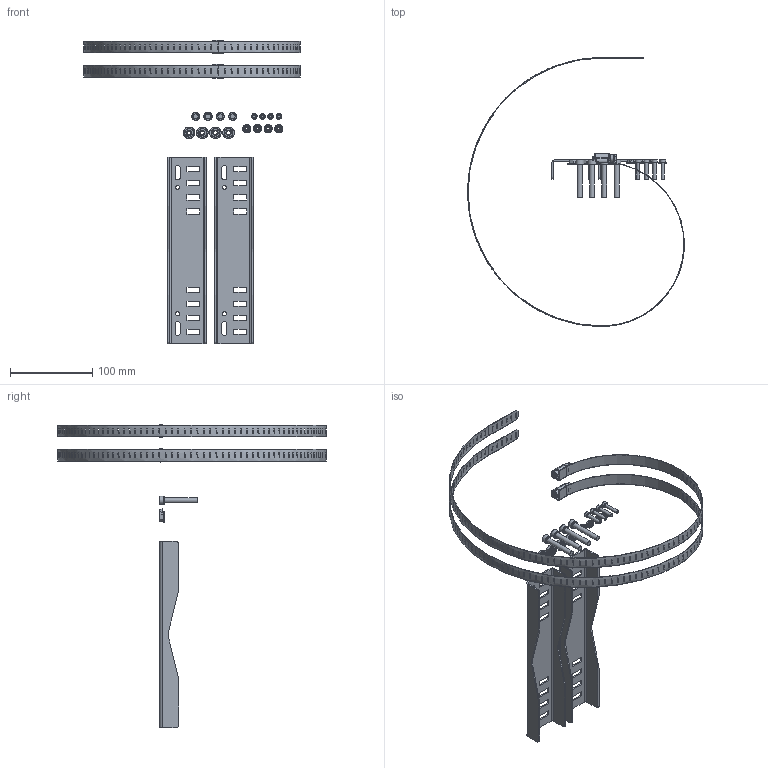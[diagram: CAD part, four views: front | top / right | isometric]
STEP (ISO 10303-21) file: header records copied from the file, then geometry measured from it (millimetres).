
FILE_DESCRIPTION (( 'STEP AP203' ), '1' );
FILE_NAME ('PMB180200KIT2.step', '2020-11-12T19:14:12', ( 'ADC123' ), ( 'Microsoft' ), 'SwSTEP 2.0', 'SolidWorks 2019', '' );
FILE_SCHEMA (( 'CONFIG_CONTROL_DESIGN' ));
Length unit declared in the file: inch
Products named in the file (1): PMB180200KIT2
Bounding box: 264.08 x 327.58 x 369.78 mm (x, y, z)
Volume: 89922.8 mm3; surface area: 140331.6 mm2
Topology: 22 solids, 22 shells, 1818 faces, 5226 edges, 3468 vertices
Faces by surface type: plane 1220, cylinder 476, cone 100, bspline 22
Full cylindrical faces by diameter (mm): 4 x4, 5 x4, 5.08 x4, 5.588 x2, 6 x4, 6.9 x4, 7.445 x4, 7.937 x2, 10 x8, 10.572 x4, 14.2 x4
Entity records: 69797 total; most frequent: CARTESIAN_POINT 27035, ORIENTED_EDGE 10168, DIRECTION 6902, EDGE_CURVE 5084, VERTEX_POINT 3412, VECTOR 2560, LINE 2560, EDGE_LOOP 2364
